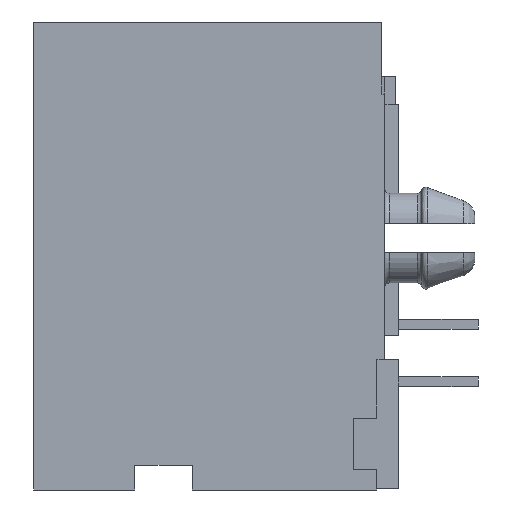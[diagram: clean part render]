
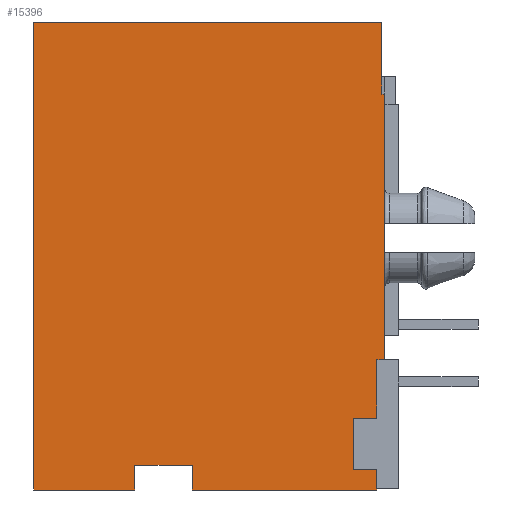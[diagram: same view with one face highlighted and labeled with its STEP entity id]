
A CAD part, left-side view. The second image highlights one B-rep face of the part: STEP entity #15396.
In plain terms, the highlighted planar face has unit normal (-1, 0, 0).
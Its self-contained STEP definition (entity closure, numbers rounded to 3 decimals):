
#12 = CARTESIAN_POINT ( 'NONE',  ( -11.992, -5.585, -16.518 ) ) ;
#136 = LINE ( 'NONE', #5515, #10671 ) ;
#168 = VECTOR ( 'NONE', #11377, 1000. ) ;
#648 = LINE ( 'NONE', #6031, #168 ) ;
#698 = ORIENTED_EDGE ( 'NONE', *, *, #8668, .F. ) ;
#975 = VECTOR ( 'NONE', #10372, 1000. ) ;
#984 = LINE ( 'NONE', #6367, #1358 ) ;
#1029 = ORIENTED_EDGE ( 'NONE', *, *, #8086, .T. ) ;
#1030 = EDGE_CURVE ( 'NONE', #11277, #1506, #9004, .T. ) ;
#1144 = VECTOR ( 'NONE', #16872, 1000. ) ;
#1194 = DIRECTION ( 'NONE',  ( 0., 0., -1. ) ) ;
#1258 = VECTOR ( 'NONE', #7961, 1000. ) ;
#1358 = VECTOR ( 'NONE', #11708, 1000. ) ;
#1506 = VERTEX_POINT ( 'NONE', #15870 ) ;
#1522 = DIRECTION ( 'NONE',  ( 0., 1., 0. ) ) ;
#1802 = EDGE_CURVE ( 'NONE', #6494, #13666, #4921, .T. ) ;
#1923 = EDGE_CURVE ( 'NONE', #6494, #7749, #136, .T. ) ;
#2313 = DIRECTION ( 'NONE',  ( 0., 0., 1. ) ) ;
#2340 = CARTESIAN_POINT ( 'NONE',  ( -11.992, -3.547, -16.518 ) ) ;
#2574 = DIRECTION ( 'NONE',  ( 0., 0., -1. ) ) ;
#2590 = CARTESIAN_POINT ( 'NONE',  ( -11.992, -6.184, -2.52 ) ) ;
#2796 = VERTEX_POINT ( 'NONE', #2935 ) ;
#2821 = LINE ( 'NONE', #8188, #9735 ) ;
#2847 = PLANE ( 'NONE',  #12692 ) ;
#2867 = ORIENTED_EDGE ( 'NONE', *, *, #1030, .F. ) ;
#2935 = CARTESIAN_POINT ( 'NONE',  ( -11.992, -12.106, -11.918 ) ) ;
#3033 = CARTESIAN_POINT ( 'NONE',  ( -11.992, -6.184, -16.518 ) ) ;
#3390 = CARTESIAN_POINT ( 'NONE',  ( -11.992, -12.387, -11.918 ) ) ;
#3603 = VERTEX_POINT ( 'NONE', #15218 ) ;
#4054 = DIRECTION ( 'NONE',  ( 0., -1., 0. ) ) ;
#4184 = VERTEX_POINT ( 'NONE', #17153 ) ;
#4201 = EDGE_CURVE ( 'NONE', #2796, #13666, #7894, .T. ) ;
#4467 = ORIENTED_EDGE ( 'NONE', *, *, #16478, .F. ) ;
#4700 = DIRECTION ( 'NONE',  ( 0., 0., -1. ) ) ;
#4921 = LINE ( 'NONE', #10284, #10110 ) ;
#4927 = VECTOR ( 'NONE', #8402, 1000. ) ;
#4979 = CARTESIAN_POINT ( 'NONE',  ( -11.992, -5.585, -15.64 ) ) ;
#5014 = CARTESIAN_POINT ( 'NONE',  ( -11.992, -12.247, -11.918 ) ) ;
#5070 = CARTESIAN_POINT ( 'NONE',  ( -11.992, -12.287, 0.008 ) ) ;
#5207 = VERTEX_POINT ( 'NONE', #7636 ) ;
#5233 = CARTESIAN_POINT ( 'NONE',  ( -11.992, -12.387, -9.494 ) ) ;
#5515 = CARTESIAN_POINT ( 'NONE',  ( -11.992, -11.291, -8.245 ) ) ;
#5796 = ORIENTED_EDGE ( 'NONE', *, *, #12375, .F. ) ;
#5900 = EDGE_CURVE ( 'NONE', #2796, #9075, #16992, .T. ) ;
#6031 = CARTESIAN_POINT ( 'NONE',  ( -11.992, -5.585, -8.245 ) ) ;
#6206 = LINE ( 'NONE', #11552, #1144 ) ;
#6367 = CARTESIAN_POINT ( 'NONE',  ( -11.992, -11.699, -15.779 ) ) ;
#6379 = LINE ( 'NONE', #11717, #16585 ) ;
#6470 = EDGE_CURVE ( 'NONE', #12613, #16378, #648, .T. ) ;
#6494 = VERTEX_POINT ( 'NONE', #8841 ) ;
#6673 = EDGE_CURVE ( 'NONE', #11696, #8119, #2821, .T. ) ;
#7330 = ORIENTED_EDGE ( 'NONE', *, *, #1923, .F. ) ;
#7532 = CARTESIAN_POINT ( 'NONE',  ( -11.992, 0.02, -16.518 ) ) ;
#7632 = VECTOR ( 'NONE', #2574, 1000. ) ;
#7636 = CARTESIAN_POINT ( 'NONE',  ( -11.992, -3.547, -15.64 ) ) ;
#7749 = VERTEX_POINT ( 'NONE', #11815 ) ;
#7894 = LINE ( 'NONE', #13224, #8826 ) ;
#7961 = DIRECTION ( 'NONE',  ( 0., -1., 0. ) ) ;
#8086 = EDGE_CURVE ( 'NONE', #8119, #7749, #984, .T. ) ;
#8119 = VERTEX_POINT ( 'NONE', #10489 ) ;
#8188 = CARTESIAN_POINT ( 'NONE',  ( -11.992, -12.106, -16.149 ) ) ;
#8218 = CARTESIAN_POINT ( 'NONE',  ( -11.992, -12.387, -16.518 ) ) ;
#8402 = DIRECTION ( 'NONE',  ( 0., 1., 0. ) ) ;
#8606 = ORIENTED_EDGE ( 'NONE', *, *, #6673, .T. ) ;
#8668 = EDGE_CURVE ( 'NONE', #16378, #5207, #6206, .T. ) ;
#8690 = ORIENTED_EDGE ( 'NONE', *, *, #1802, .T. ) ;
#8715 = VERTEX_POINT ( 'NONE', #5070 ) ;
#8826 = VECTOR ( 'NONE', #1194, 1000. ) ;
#8841 = CARTESIAN_POINT ( 'NONE',  ( -11.992, -11.291, -13.974 ) ) ;
#9004 = LINE ( 'NONE', #14316, #9249 ) ;
#9053 = VECTOR ( 'NONE', #4700, 1000. ) ;
#9075 = VERTEX_POINT ( 'NONE', #3390 ) ;
#9249 = VECTOR ( 'NONE', #2313, 1000. ) ;
#9271 = LINE ( 'NONE', #14582, #7632 ) ;
#9448 = CARTESIAN_POINT ( 'NONE',  ( -11.992, -12.106, -13.974 ) ) ;
#9649 = ORIENTED_EDGE ( 'NONE', *, *, #5900, .T. ) ;
#9735 = VECTOR ( 'NONE', #13521, 1000. ) ;
#9875 = VECTOR ( 'NONE', #4054, 1000. ) ;
#10110 = VECTOR ( 'NONE', #15587, 1000. ) ;
#10284 = CARTESIAN_POINT ( 'NONE',  ( -11.992, -11.699, -13.974 ) ) ;
#10372 = DIRECTION ( 'NONE',  ( 0., -1., 0. ) ) ;
#10407 = ORIENTED_EDGE ( 'NONE', *, *, #12485, .F. ) ;
#10489 = CARTESIAN_POINT ( 'NONE',  ( -11.992, -12.106, -15.779 ) ) ;
#10585 = DIRECTION ( 'NONE',  ( 0., 0., -1. ) ) ;
#10671 = VECTOR ( 'NONE', #10871, 1000. ) ;
#10732 = LINE ( 'NONE', #16042, #9875 ) ;
#10871 = DIRECTION ( 'NONE',  ( 0., 0., -1. ) ) ;
#11277 = VERTEX_POINT ( 'NONE', #7532 ) ;
#11367 = LINE ( 'NONE', #16676, #9053 ) ;
#11372 = CARTESIAN_POINT ( 'NONE',  ( -11.992, -12.106, -16.518 ) ) ;
#11377 = DIRECTION ( 'NONE',  ( 0., 0., 1. ) ) ;
#11432 = ORIENTED_EDGE ( 'NONE', *, *, #11846, .F. ) ;
#11552 = CARTESIAN_POINT ( 'NONE',  ( -11.992, -6.184, -15.64 ) ) ;
#11635 = ORIENTED_EDGE ( 'NONE', *, *, #16594, .F. ) ;
#11696 = VERTEX_POINT ( 'NONE', #11372 ) ;
#11708 = DIRECTION ( 'NONE',  ( 0., 1., 0. ) ) ;
#11717 = CARTESIAN_POINT ( 'NONE',  ( -11.992, -6.184, -16.518 ) ) ;
#11815 = CARTESIAN_POINT ( 'NONE',  ( -11.992, -11.291, -15.779 ) ) ;
#11846 = EDGE_CURVE ( 'NONE', #3603, #9075, #17208, .T. ) ;
#11879 = EDGE_CURVE ( 'NONE', #5207, #13169, #9271, .T. ) ;
#12274 = ORIENTED_EDGE ( 'NONE', *, *, #6470, .F. ) ;
#12375 = EDGE_CURVE ( 'NONE', #1506, #8715, #10732, .T. ) ;
#12485 = EDGE_CURVE ( 'NONE', #8715, #4184, #11367, .T. ) ;
#12584 = EDGE_LOOP ( 'NONE', ( #16344, #15172, #698, #12274, #11635, #8606, #1029, #7330, #8690, #15455, #9649, #11432, #4467, #10407, #5796, #2867 ) ) ;
#12613 = VERTEX_POINT ( 'NONE', #12 ) ;
#12692 = AXIS2_PLACEMENT_3D ( 'NONE', #8218, #13552, #1522 ) ;
#13169 = VERTEX_POINT ( 'NONE', #2340 ) ;
#13224 = CARTESIAN_POINT ( 'NONE',  ( -11.992, -12.106, -8.245 ) ) ;
#13511 = EDGE_CURVE ( 'NONE', #13169, #11277, #6379, .T. ) ;
#13521 = DIRECTION ( 'NONE',  ( 0., 0., 1. ) ) ;
#13552 = DIRECTION ( 'NONE',  ( 1., 0., 0. ) ) ;
#13666 = VERTEX_POINT ( 'NONE', #9448 ) ;
#14316 = CARTESIAN_POINT ( 'NONE',  ( -11.992, 0.02, -8.245 ) ) ;
#14582 = CARTESIAN_POINT ( 'NONE',  ( -11.992, -3.547, -8.245 ) ) ;
#14596 = LINE ( 'NONE', #2590, #1258 ) ;
#14849 = FACE_OUTER_BOUND ( 'NONE', #12584, .T. ) ;
#15031 = LINE ( 'NONE', #3033, #4927 ) ;
#15159 = VECTOR ( 'NONE', #10585, 1000. ) ;
#15172 = ORIENTED_EDGE ( 'NONE', *, *, #11879, .F. ) ;
#15218 = CARTESIAN_POINT ( 'NONE',  ( -11.992, -12.387, -2.52 ) ) ;
#15396 = ADVANCED_FACE ( 'NONE', ( #14849 ), #2847, .F. ) ;
#15455 = ORIENTED_EDGE ( 'NONE', *, *, #4201, .F. ) ;
#15587 = DIRECTION ( 'NONE',  ( 0., -1., 0. ) ) ;
#15870 = CARTESIAN_POINT ( 'NONE',  ( -11.992, 0.02, 0.008 ) ) ;
#16042 = CARTESIAN_POINT ( 'NONE',  ( -11.992, -6.184, 0.008 ) ) ;
#16344 = ORIENTED_EDGE ( 'NONE', *, *, #13511, .F. ) ;
#16378 = VERTEX_POINT ( 'NONE', #4979 ) ;
#16478 = EDGE_CURVE ( 'NONE', #4184, #3603, #14596, .T. ) ;
#16585 = VECTOR ( 'NONE', #17035, 1000. ) ;
#16594 = EDGE_CURVE ( 'NONE', #11696, #12613, #15031, .T. ) ;
#16676 = CARTESIAN_POINT ( 'NONE',  ( -11.992, -12.287, -8.245 ) ) ;
#16872 = DIRECTION ( 'NONE',  ( 0., 1., 0. ) ) ;
#16992 = LINE ( 'NONE', #5014, #975 ) ;
#17035 = DIRECTION ( 'NONE',  ( 0., 1., 0. ) ) ;
#17153 = CARTESIAN_POINT ( 'NONE',  ( -11.992, -12.287, -2.52 ) ) ;
#17208 = LINE ( 'NONE', #5233, #15159 ) ;
